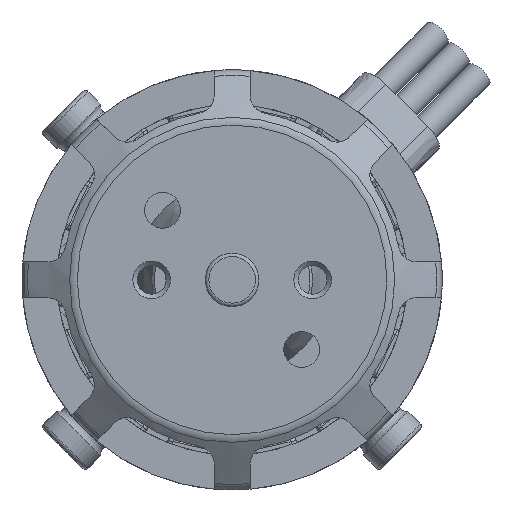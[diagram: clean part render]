
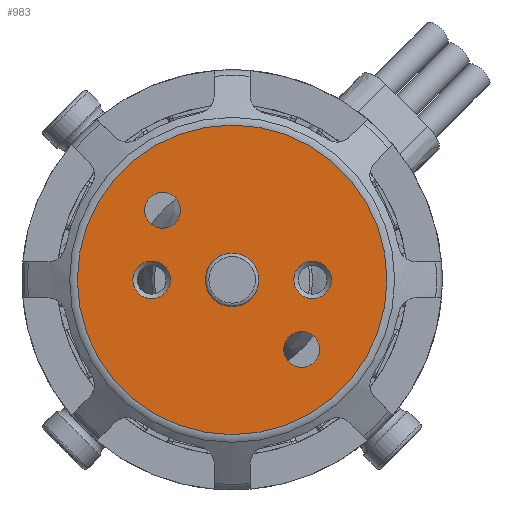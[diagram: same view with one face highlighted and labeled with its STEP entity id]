
A CAD part, left-side view. The second image highlights one B-rep face of the part: STEP entity #983.
In plain terms, the highlighted planar face has unit normal (-1, 0, 0).
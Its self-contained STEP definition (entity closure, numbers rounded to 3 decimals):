
#115 = AXIS2_PLACEMENT_3D ( 'NONE', #6650, #25002, #12321 ) ;
#118 = DIRECTION ( 'NONE',  ( 1., 0., 0. ) ) ;
#983 = ADVANCED_FACE ( 'NONE', ( #4252, #12424, #1696, #16976, #1841, #6226 ), #14662, .F. ) ;
#1122 = CARTESIAN_POINT ( 'NONE',  ( -17.4, -4.5, 1.05 ) ) ;
#1338 = EDGE_CURVE ( 'NONE', #14670, #14670, #8596, .T. ) ;
#1545 = ORIENTED_EDGE ( 'NONE', *, *, #12246, .T. ) ;
#1696 = FACE_BOUND ( 'NONE', #7494, .T. ) ;
#1841 = FACE_OUTER_BOUND ( 'NONE', #5317, .T. ) ;
#2930 = ORIENTED_EDGE ( 'NONE', *, *, #12940, .T. ) ;
#3378 = CARTESIAN_POINT ( 'NONE',  ( -17.4, 4.5, -1.05 ) ) ;
#3623 = CARTESIAN_POINT ( 'NONE',  ( -17.4, -4.5, 0. ) ) ;
#4252 = FACE_BOUND ( 'NONE', #26389, .T. ) ;
#4437 = EDGE_LOOP ( 'NONE', ( #24655 ) ) ;
#4578 = DIRECTION ( 'NONE',  ( 0., 0., -1. ) ) ;
#4614 = CIRCLE ( 'NONE', #18427, 1. ) ;
#4988 = DIRECTION ( 'NONE',  ( -1., 0., 0. ) ) ;
#5076 = VERTEX_POINT ( 'NONE', #26476 ) ;
#5317 = EDGE_LOOP ( 'NONE', ( #17289 ) ) ;
#5468 = ORIENTED_EDGE ( 'NONE', *, *, #1338, .T. ) ;
#6226 = FACE_BOUND ( 'NONE', #18802, .T. ) ;
#6368 = CARTESIAN_POINT ( 'NONE',  ( -17.4, 0., 0. ) ) ;
#6650 = CARTESIAN_POINT ( 'NONE',  ( -17.4, 0., 0. ) ) ;
#7241 = EDGE_CURVE ( 'NONE', #10771, #10771, #22156, .T. ) ;
#7494 = EDGE_LOOP ( 'NONE', ( #2930 ) ) ;
#8376 = CARTESIAN_POINT ( 'NONE',  ( -17.4, 3.889, 3.889 ) ) ;
#8596 = CIRCLE ( 'NONE', #115, 1.5 ) ;
#8849 = CIRCLE ( 'NONE', #25880, 8.657 ) ;
#9020 = AXIS2_PLACEMENT_3D ( 'NONE', #6368, #27318, #12860 ) ;
#10013 = AXIS2_PLACEMENT_3D ( 'NONE', #16347, #26844, #27114 ) ;
#10242 = CIRCLE ( 'NONE', #19640, 1.05 ) ;
#10771 = VERTEX_POINT ( 'NONE', #17107 ) ;
#10843 = ORIENTED_EDGE ( 'NONE', *, *, #14516, .T. ) ;
#11289 = VERTEX_POINT ( 'NONE', #1122 ) ;
#11550 = DIRECTION ( 'NONE',  ( 1., 0., 0. ) ) ;
#11832 = VERTEX_POINT ( 'NONE', #3378 ) ;
#12246 = EDGE_CURVE ( 'NONE', #11289, #11289, #10242, .T. ) ;
#12321 = DIRECTION ( 'NONE',  ( 0., 0., -1. ) ) ;
#12424 = FACE_BOUND ( 'NONE', #18422, .T. ) ;
#12691 = VERTEX_POINT ( 'NONE', #25647 ) ;
#12860 = DIRECTION ( 'NONE',  ( 0., 0., -1. ) ) ;
#12940 = EDGE_CURVE ( 'NONE', #11832, #11832, #17186, .T. ) ;
#14191 = DIRECTION ( 'NONE',  ( 0., 0., 1. ) ) ;
#14324 = CARTESIAN_POINT ( 'NONE',  ( -17.4, -3.889, -3.889 ) ) ;
#14516 = EDGE_CURVE ( 'NONE', #5076, #5076, #4614, .T. ) ;
#14662 = PLANE ( 'NONE',  #9020 ) ;
#14670 = VERTEX_POINT ( 'NONE', #22861 ) ;
#14765 = DIRECTION ( 'NONE',  ( 0., 0., -1. ) ) ;
#16347 = CARTESIAN_POINT ( 'NONE',  ( -17.4, 4.5, 0. ) ) ;
#16976 = FACE_BOUND ( 'NONE', #4437, .T. ) ;
#17107 = CARTESIAN_POINT ( 'NONE',  ( -17.4, 3.889, 2.889 ) ) ;
#17186 = CIRCLE ( 'NONE', #10013, 1.05 ) ;
#17289 = ORIENTED_EDGE ( 'NONE', *, *, #21203, .T. ) ;
#18422 = EDGE_LOOP ( 'NONE', ( #1545 ) ) ;
#18427 = AXIS2_PLACEMENT_3D ( 'NONE', #14324, #11550, #20821 ) ;
#18433 = DIRECTION ( 'NONE',  ( 1., 0., 0. ) ) ;
#18802 = EDGE_LOOP ( 'NONE', ( #5468 ) ) ;
#19640 = AXIS2_PLACEMENT_3D ( 'NONE', #3623, #18433, #14191 ) ;
#20821 = DIRECTION ( 'NONE',  ( 0., 0., 1. ) ) ;
#21203 = EDGE_CURVE ( 'NONE', #12691, #12691, #8849, .T. ) ;
#22156 = CIRCLE ( 'NONE', #26602, 1. ) ;
#22861 = CARTESIAN_POINT ( 'NONE',  ( -17.4, 0., -1.5 ) ) ;
#23746 = CARTESIAN_POINT ( 'NONE',  ( -17.4, 0., 0. ) ) ;
#24655 = ORIENTED_EDGE ( 'NONE', *, *, #7241, .T. ) ;
#25002 = DIRECTION ( 'NONE',  ( 1., 0., 0. ) ) ;
#25647 = CARTESIAN_POINT ( 'NONE',  ( -17.4, 0., -8.657 ) ) ;
#25880 = AXIS2_PLACEMENT_3D ( 'NONE', #23746, #4988, #4578 ) ;
#26389 = EDGE_LOOP ( 'NONE', ( #10843 ) ) ;
#26476 = CARTESIAN_POINT ( 'NONE',  ( -17.4, -3.889, -2.889 ) ) ;
#26602 = AXIS2_PLACEMENT_3D ( 'NONE', #8376, #118, #14765 ) ;
#26844 = DIRECTION ( 'NONE',  ( 1., 0., 0. ) ) ;
#27114 = DIRECTION ( 'NONE',  ( 0., 0., -1. ) ) ;
#27318 = DIRECTION ( 'NONE',  ( 1., 0., 0. ) ) ;
